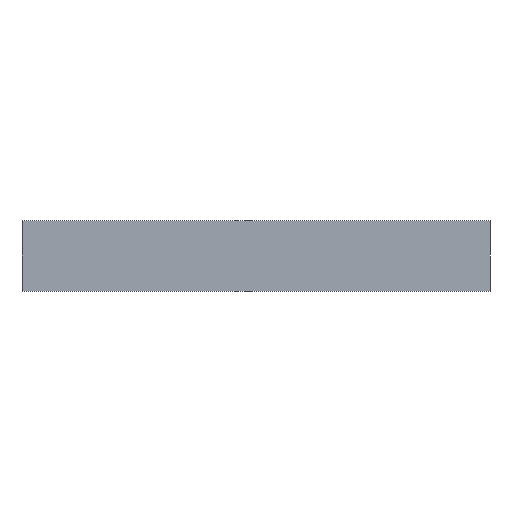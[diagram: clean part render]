
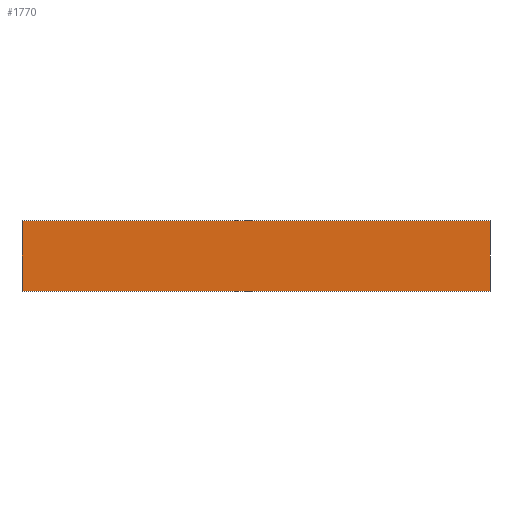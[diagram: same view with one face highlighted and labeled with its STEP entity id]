
A CAD part, left-side view. The second image highlights one B-rep face of the part: STEP entity #1770.
In plain terms, the highlighted planar face has unit normal (-1, 0, 0).
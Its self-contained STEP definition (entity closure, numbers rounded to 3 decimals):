
#140=LINE('',#2469,#262);
#142=LINE('',#2473,#264);
#143=LINE('',#2475,#265);
#144=LINE('',#2477,#266);
#262=VECTOR('',#2126,1000.);
#264=VECTOR('',#2130,1000.);
#265=VECTOR('',#2131,1000.);
#266=VECTOR('',#2132,1000.);
#315=PLANE('',#1863);
#480=ORIENTED_EDGE('',*,*,#748,.F.);
#481=ORIENTED_EDGE('',*,*,#749,.F.);
#482=ORIENTED_EDGE('',*,*,#750,.T.);
#483=ORIENTED_EDGE('',*,*,#746,.T.);
#746=EDGE_CURVE('',#865,#864,#140,.T.);
#748=EDGE_CURVE('',#866,#864,#142,.T.);
#749=EDGE_CURVE('',#867,#866,#143,.T.);
#750=EDGE_CURVE('',#867,#865,#144,.T.);
#864=VERTEX_POINT('',#2468);
#865=VERTEX_POINT('',#2470);
#866=VERTEX_POINT('',#2474);
#867=VERTEX_POINT('',#2476);
#969=EDGE_LOOP('',(#480,#481,#482,#483));
#1063=FACE_BOUND('',#969,.T.);
#1770=ADVANCED_FACE('',(#1063),#315,.F.);
#1863=AXIS2_PLACEMENT_3D('',#2472,#2128,#2129);
#2126=DIRECTION('',(0.,1.,0.));
#2128=DIRECTION('',(1.,0.,0.));
#2129=DIRECTION('',(0.,0.,-1.));
#2130=DIRECTION('',(0.,0.,1.));
#2131=DIRECTION('',(0.,1.,0.));
#2132=DIRECTION('',(0.,0.,1.));
#2468=CARTESIAN_POINT('',(-15.,200.,15.));
#2469=CARTESIAN_POINT('',(-15.,100.,15.));
#2470=CARTESIAN_POINT('',(-15.,0.,15.));
#2472=CARTESIAN_POINT('',(-15.,100.,-15.));
#2473=CARTESIAN_POINT('',(-15.,200.,-15.));
#2474=CARTESIAN_POINT('',(-15.,200.,-15.));
#2475=CARTESIAN_POINT('',(-15.,100.,-15.));
#2476=CARTESIAN_POINT('',(-15.,0.,-15.));
#2477=CARTESIAN_POINT('',(-15.,0.,-15.));
